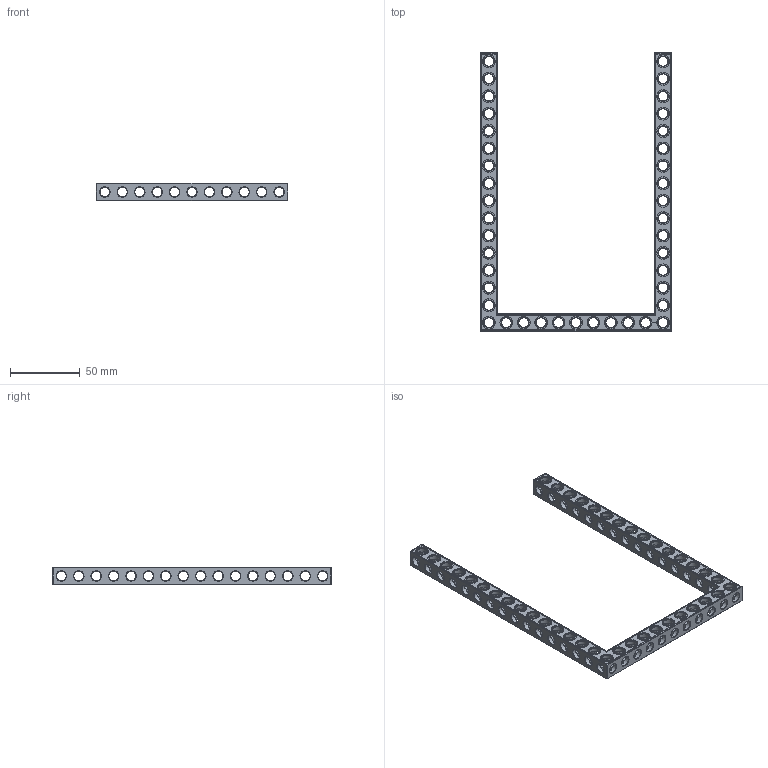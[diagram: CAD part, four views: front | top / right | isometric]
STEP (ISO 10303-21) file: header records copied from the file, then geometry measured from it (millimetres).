
FILE_DESCRIPTION(('FreeCAD Model'),'2;1');
FILE_NAME('Open CASCADE Shape Model','2022-02-26T15:33:04',('Author'),( ''),'Open CASCADE STEP processor 7.5','FreeCAD','Unknown');
FILE_SCHEMA(('AUTOMOTIVE_DESIGN { 1 0 10303 214 1 1 1 1 }'));
Products named in the file (1): Beam AGD ESS USH SYM BU11x16x01 - SPN-BEM-0475 (stemfie.org)
Bounding box: 137.5 x 200 x 12.5 mm (x, y, z)
Volume: 40066.8 mm3; surface area: 35756.3 mm2
Topology: 1 solids, 1 shells, 960 faces, 2940 edges, 1892 vertices
Faces by surface type: plane 425, cylinder 247, cone 166, extrusion 122
Full cylindrical faces by diameter (mm): 6.98 x34, 7 x172, 9.2 x41
Entity records: 229150 total; most frequent: CARTESIAN_POINT 174277, DIRECTION 8964, ORIENTED_EDGE 5880, PCURVE 5880, DEFINITIONAL_REPRESENTATION 5880, VECTOR 5475, LINE 5353, EDGE_CURVE 2940
